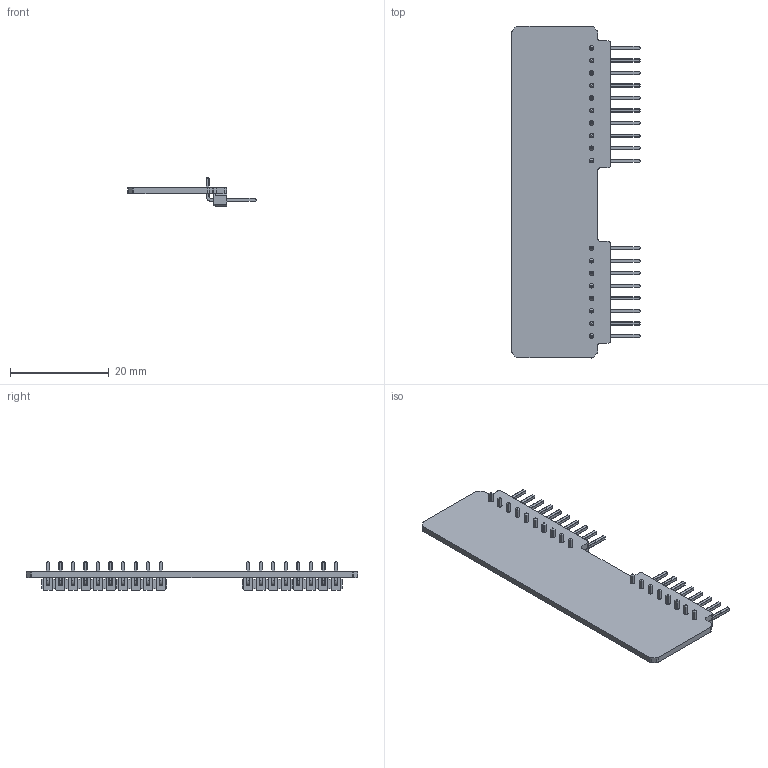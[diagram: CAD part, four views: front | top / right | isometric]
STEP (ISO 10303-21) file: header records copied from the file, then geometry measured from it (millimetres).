
FILE_DESCRIPTION(('CATIA V5 STEP Exchange'),'2;1');
FILE_NAME('external-module-pcb-3d-with-headers.stp','2021-09-15T15:29:40+00:00',('none'),('none'),'CATIA Version 5 Release 19 SP 8 (IN-10)','CATIA V5 STEP AP214','none');
FILE_SCHEMA(('AUTOMOTIVE_DESIGN { 1 0 10303 214 1 1 1 1 }'));
Length unit declared in the file: millimetre
Products named in the file (7): external-module-pcb-3d-with-headers; external-module-pcb-3d; PLS-R8_L6.5; PLS Plastic body 8; R-pin L6.5; PLS-R10_L6.5; PLS Plastic body 10
Assembly tree (23 placements, depth 3):
  external-module-pcb-3d-with-headers
    external-module-pcb-3d
    PLS-R8_L6.5
      PLS Plastic body 8
      R-pin L6.5  x8
    PLS-R10_L6.5
      PLS Plastic body 10
      R-pin L6.5  x10
Bounding box: 26 x 67.34 x 5.75 mm (x, y, z)
Volume: 1880.9 mm3; surface area: 4058.1 mm2
Topology: 21 solids, 21 shells, 984 faces, 2616 edges, 1692 vertices
Faces by surface type: plane 590, cylinder 268, torus 126
Entity records: 14822 total; most frequent: CARTESIAN_POINT 2466, ORIENTED_EDGE 2138, DIRECTION 1668, EDGE_CURVE 1069, VECTOR 920, LINE 920, VERTEX_POINT 706, EDGE_LOOP 445
